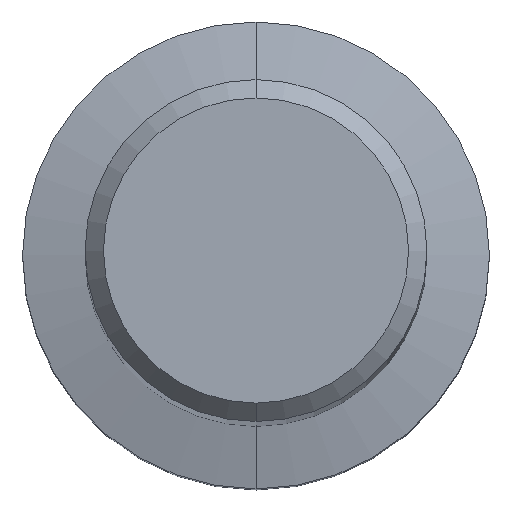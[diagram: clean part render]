
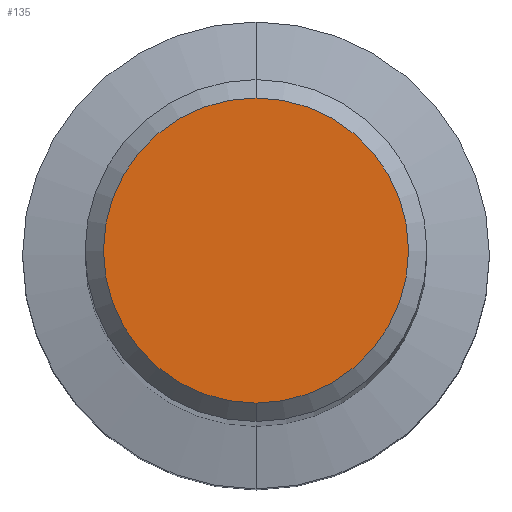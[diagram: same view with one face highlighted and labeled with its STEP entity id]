
A CAD part, top view. The second image highlights one B-rep face of the part: STEP entity #135.
In plain terms, the highlighted planar face has unit normal (0, 0, 1).
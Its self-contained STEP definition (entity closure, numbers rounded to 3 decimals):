
#135=ADVANCED_FACE('',(#335),#336,.T.);
#151=VERTEX_POINT('',#355);
#191=VERTEX_POINT('',#399);
#225=EDGE_CURVE('',#191,#151,#441,.T.);
#261=EDGE_CURVE('',#151,#191,#478,.T.);
#335=FACE_OUTER_BOUND('',#552,.T.);
#336=PLANE('',#553);
#355=CARTESIAN_POINT('',(0.0,4.15,0.0));
#399=CARTESIAN_POINT('',(0.,-4.15,0.0));
#441=CIRCLE('',#683,4.15);
#478=CIRCLE('',#736,4.15);
#552=EDGE_LOOP('',(#813,#814));
#553=AXIS2_PLACEMENT_3D('',#815,#816,#817);
#683=AXIS2_PLACEMENT_3D('',#962,#963,#964);
#736=AXIS2_PLACEMENT_3D('',#995,#996,#997);
#813=ORIENTED_EDGE('',*,*,#261,.F.);
#814=ORIENTED_EDGE('',*,*,#225,.F.);
#815=CARTESIAN_POINT('',(0.0,2.075,0.0));
#816=DIRECTION('',(-0.0,0.0,1.0));
#817=DIRECTION('',(0.0,-1.0,0.0));
#962=CARTESIAN_POINT('',(0.0,0.0,0.0));
#963=DIRECTION('',(0.0,0.0,-1.0));
#964=DIRECTION('',(0.0,1.0,0.0));
#995=CARTESIAN_POINT('',(0.0,0.0,0.0));
#996=DIRECTION('',(0.0,0.0,-1.0));
#997=DIRECTION('',(0.0,1.0,0.0));
